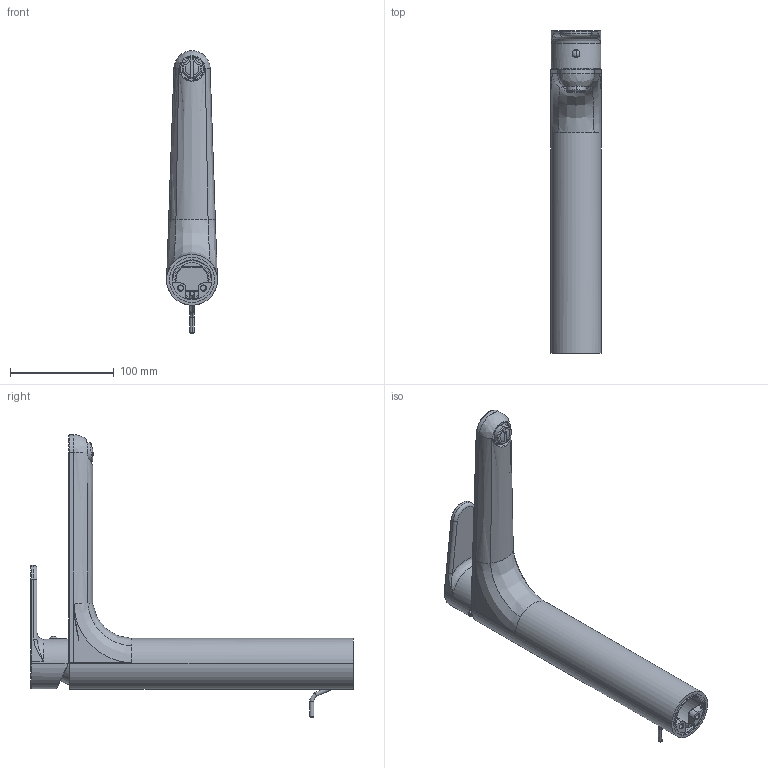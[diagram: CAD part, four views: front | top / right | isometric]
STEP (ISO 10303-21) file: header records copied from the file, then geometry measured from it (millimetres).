
FILE_DESCRIPTION((''),'2;1');
FILE_NAME('GR085CR','2021-01-21T15:37:04',('ut3'),('PAFFONI SpA'),'CREO PARAMETRIC BY PTC INC, 2020044','CREO PARAMETRIC BY PTC INC, 2020044','');
FILE_SCHEMA(('CONFIG_CONTROL_DESIGN','SHAPE_APPEARANCE_LAYERS_GROUPS'));
Length unit declared in the file: millimetre
Products named in the file (1): GR085CR
Bounding box: 49 x 311.2 x 272.53 mm (x, y, z)
Volume: 238410.1 mm3; surface area: 152374.9 mm2
Topology: 2 solids, 2 shells, 382 faces, 941 edges, 570 vertices
Faces by surface type: cylinder 123, plane 109, bspline 85, torus 38, cone 15, sphere 12
Entity records: 20798 total; most frequent: CARTESIAN_POINT 9675, ORIENTED_EDGE 1858, DIRECTION 1649, EDGE_CURVE 929, AXIS2_PLACEMENT_3D 654, VERTEX_POINT 570, EDGE_LOOP 417, FACE_OUTER_BOUND 382
